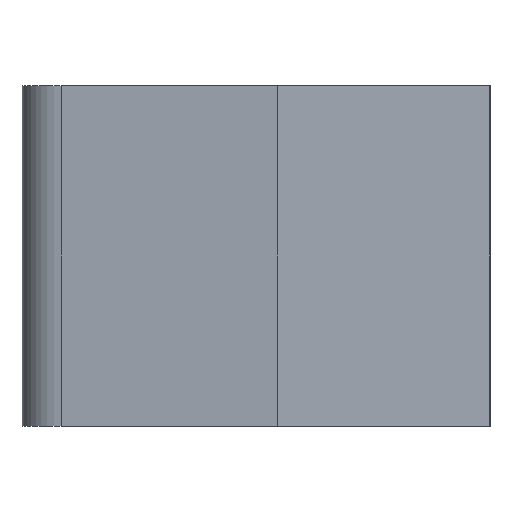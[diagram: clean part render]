
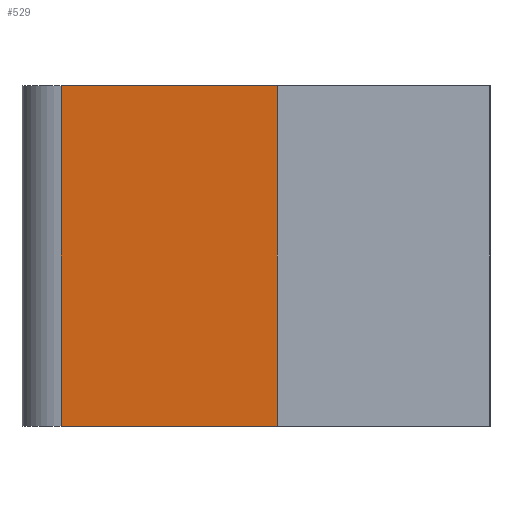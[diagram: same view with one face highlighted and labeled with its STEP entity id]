
A CAD part, left-side view. The second image highlights one B-rep face of the part: STEP entity #529.
In plain terms, the highlighted planar face has unit normal (-0.997, 0.083, 0).
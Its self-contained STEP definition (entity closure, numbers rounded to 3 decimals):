
#67 = DIRECTION ( 'NONE',  ( 0., 0., -1. ) ) ;
#69 = CARTESIAN_POINT ( 'NONE',  ( -0.558, 0.758, 0.4 ) ) ;
#71 = LINE ( 'NONE', #69, #1526 ) ;
#78 = DIRECTION ( 'NONE',  ( 0.083, 0.997, 0. ) ) ;
#79 = CARTESIAN_POINT ( 'NONE',  ( -0.728, -1.291, -0.4 ) ) ;
#80 = LINE ( 'NONE', #79, #1228 ) ;
#126 = LINE ( 'NONE', #213, #1454 ) ;
#131 = DIRECTION ( 'NONE',  ( 0.083, 0.997, 0. ) ) ;
#132 = CARTESIAN_POINT ( 'NONE',  ( -0.728, -1.291, 0.4 ) ) ;
#134 = LINE ( 'NONE', #132, #591 ) ;
#179 = DIRECTION ( 'NONE',  ( 0., 0., -1. ) ) ;
#198 = ORIENTED_EDGE ( 'NONE', *, *, #451, .F. ) ;
#213 = CARTESIAN_POINT ( 'NONE',  ( -0.6, 0.25, 0.4 ) ) ;
#230 = ORIENTED_EDGE ( 'NONE', *, *, #454, .T. ) ;
#237 = ORIENTED_EDGE ( 'NONE', *, *, #419, .F. ) ;
#280 = FACE_OUTER_BOUND ( 'NONE', #1382, .T. ) ;
#283 = AXIS2_PLACEMENT_3D ( 'NONE', #781, #782, #783 ) ;
#394 = ORIENTED_EDGE ( 'NONE', *, *, #434, .T. ) ;
#419 = EDGE_CURVE ( 'NONE', #1423, #1418, #126, .T. ) ;
#434 = EDGE_CURVE ( 'NONE', #1423, #1422, #134, .T. ) ;
#451 = EDGE_CURVE ( 'NONE', #1418, #1420, #80, .T. ) ;
#454 = EDGE_CURVE ( 'NONE', #1422, #1420, #71, .T. ) ;
#529 = ADVANCED_FACE ( 'NONE', ( #280 ), #780, .T. ) ;
#591 = VECTOR ( 'NONE', #131, 1000. ) ;
#780 = PLANE ( 'NONE',  #283 ) ;
#781 = CARTESIAN_POINT ( 'NONE',  ( -0.728, -1.291, 0.4 ) ) ;
#782 = DIRECTION ( 'NONE',  ( -0.997, 0.083, 0. ) ) ;
#783 = DIRECTION ( 'NONE',  ( -0.083, -0.997, 0. ) ) ;
#1104 = CARTESIAN_POINT ( 'NONE',  ( -0.6, 0.25, -0.4 ) ) ;
#1106 = CARTESIAN_POINT ( 'NONE',  ( -0.558, 0.758, -0.4 ) ) ;
#1108 = CARTESIAN_POINT ( 'NONE',  ( -0.558, 0.758, 0.4 ) ) ;
#1109 = CARTESIAN_POINT ( 'NONE',  ( -0.6, 0.25, 0.4 ) ) ;
#1228 = VECTOR ( 'NONE', #78, 1000. ) ;
#1382 = EDGE_LOOP ( 'NONE', ( #394, #230, #198, #237 ) ) ;
#1418 = VERTEX_POINT ( 'NONE', #1104 ) ;
#1420 = VERTEX_POINT ( 'NONE', #1106 ) ;
#1422 = VERTEX_POINT ( 'NONE', #1108 ) ;
#1423 = VERTEX_POINT ( 'NONE', #1109 ) ;
#1454 = VECTOR ( 'NONE', #179, 1000. ) ;
#1526 = VECTOR ( 'NONE', #67, 1000. ) ;
